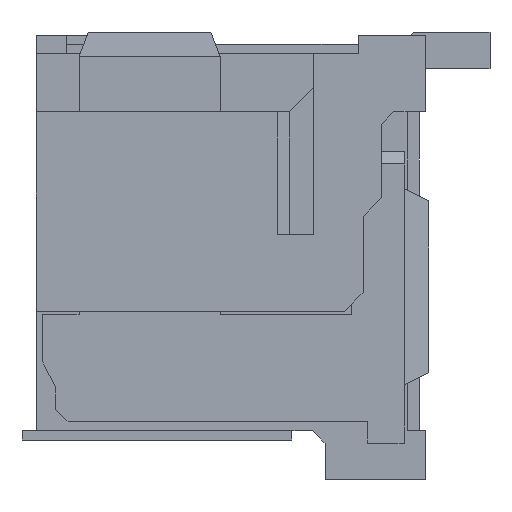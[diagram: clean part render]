
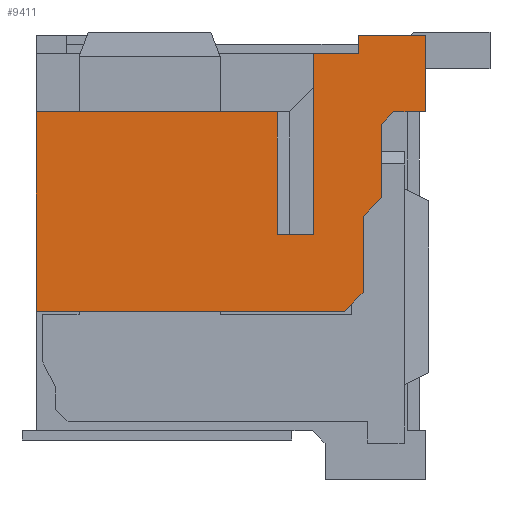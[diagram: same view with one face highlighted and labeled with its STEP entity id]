
A CAD part, left-side view. The second image highlights one B-rep face of the part: STEP entity #9411.
In plain terms, the highlighted planar face has unit normal (-1, 0, 0).
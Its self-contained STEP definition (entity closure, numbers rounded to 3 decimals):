
#1243=DIRECTION('',(0.,1.,0.));
#1244=VECTOR('',#1243,0.6);
#1245=CARTESIAN_POINT('',(-5.9,-1.93,0.82));
#1246=LINE('',#1245,#1244);
#1247=DIRECTION('',(0.,1.,0.));
#1248=VECTOR('',#1247,0.72);
#1249=CARTESIAN_POINT('',(-5.9,-2.65,3.77));
#1250=LINE('',#1249,#1248);
#1251=DIRECTION('',(0.,0.,-1.));
#1252=VECTOR('',#1251,0.3);
#1253=CARTESIAN_POINT('',(-5.9,-2.65,4.07));
#1254=LINE('',#1253,#1252);
#1255=DIRECTION('',(0.,1.,0.));
#1256=VECTOR('',#1255,1.1);
#1257=CARTESIAN_POINT('',(-5.9,-3.75,4.07));
#1258=LINE('',#1257,#1256);
#1259=DIRECTION('',(0.,0.,1.));
#1260=VECTOR('',#1259,1.25);
#1261=CARTESIAN_POINT('',(-5.9,-3.75,2.82));
#1262=LINE('',#1261,#1260);
#1263=DIRECTION('',(0.,1.,0.));
#1264=VECTOR('',#1263,0.52);
#1265=CARTESIAN_POINT('',(-5.9,-3.75,2.82));
#1266=LINE('',#1265,#1264);
#1267=DIRECTION('',(0.,0.707,-0.707));
#1268=VECTOR('',#1267,0.283);
#1269=CARTESIAN_POINT('',(-5.9,-3.23,2.82));
#1270=LINE('',#1269,#1268);
#1271=DIRECTION('',(0.,0.,-1.));
#1272=VECTOR('',#1271,1.2);
#1273=CARTESIAN_POINT('',(-5.9,-3.03,2.62));
#1274=LINE('',#1273,#1272);
#1275=DIRECTION('',(0.,0.707,-0.707));
#1276=VECTOR('',#1275,0.424);
#1277=CARTESIAN_POINT('',(-5.9,-3.03,1.42));
#1278=LINE('',#1277,#1276);
#1279=DIRECTION('',(0.,0.,-1.));
#1280=VECTOR('',#1279,1.25);
#1281=CARTESIAN_POINT('',(-5.9,-2.73,1.12));
#1282=LINE('',#1281,#1280);
#1283=DIRECTION('',(0.,0.707,-0.707));
#1284=VECTOR('',#1283,0.424);
#1285=CARTESIAN_POINT('',(-5.9,-2.73,-0.13));
#1286=LINE('',#1285,#1284);
#1287=DIRECTION('',(0.,-1.,0.));
#1288=VECTOR('',#1287,5.03);
#1289=CARTESIAN_POINT('',(-5.9,2.6,-0.43));
#1290=LINE('',#1289,#1288);
#1291=DIRECTION('',(0.,0.,-1.));
#1292=VECTOR('',#1291,3.25);
#1293=CARTESIAN_POINT('',(-5.9,2.6,2.82));
#1294=LINE('',#1293,#1292);
#1295=DIRECTION('',(0.,-1.,0.));
#1296=VECTOR('',#1295,3.93);
#1297=CARTESIAN_POINT('',(-5.9,2.6,2.82));
#1298=LINE('',#1297,#1296);
#1299=DIRECTION('',(0.,0.,1.));
#1300=VECTOR('',#1299,2.);
#1301=CARTESIAN_POINT('',(-5.9,-1.33,0.82));
#1302=LINE('',#1301,#1300);
#1303=DIRECTION('',(0.,0.,-1.));
#1304=VECTOR('',#1303,2.95);
#1305=CARTESIAN_POINT('',(-5.9,-1.93,3.77));
#1306=LINE('',#1305,#1304);
#5871=CARTESIAN_POINT('',(-5.9,-3.75,4.07));
#5872=CARTESIAN_POINT('',(-5.9,-2.65,4.07));
#5873=VERTEX_POINT('',#5871);
#5874=VERTEX_POINT('',#5872);
#5875=CARTESIAN_POINT('',(-5.9,-2.65,3.77));
#5876=VERTEX_POINT('',#5875);
#5881=CARTESIAN_POINT('',(-5.9,-3.75,2.82));
#5882=CARTESIAN_POINT('',(-5.9,-3.23,2.82));
#5883=VERTEX_POINT('',#5881);
#5884=VERTEX_POINT('',#5882);
#5885=CARTESIAN_POINT('',(-5.9,-3.03,2.62));
#5886=VERTEX_POINT('',#5885);
#5887=CARTESIAN_POINT('',(-5.9,-3.03,1.42));
#5888=VERTEX_POINT('',#5887);
#5889=CARTESIAN_POINT('',(-5.9,-2.73,1.12));
#5890=VERTEX_POINT('',#5889);
#5891=CARTESIAN_POINT('',(-5.9,-2.73,-0.13));
#5892=VERTEX_POINT('',#5891);
#5893=CARTESIAN_POINT('',(-5.9,-2.43,-0.43));
#5894=VERTEX_POINT('',#5893);
#5895=CARTESIAN_POINT('',(-5.9,2.6,-0.43));
#5896=VERTEX_POINT('',#5895);
#5905=CARTESIAN_POINT('',(-5.9,-1.93,3.77));
#5907=VERTEX_POINT('',#5905);
#5915=CARTESIAN_POINT('',(-5.9,2.6,2.82));
#5916=VERTEX_POINT('',#5915);
#6977=CARTESIAN_POINT('',(-5.9,-1.93,0.82));
#6978=CARTESIAN_POINT('',(-5.9,-1.33,0.82));
#6979=VERTEX_POINT('',#6977);
#6980=VERTEX_POINT('',#6978);
#6981=CARTESIAN_POINT('',(-5.9,-1.33,2.82));
#6982=VERTEX_POINT('',#6981);
#9380=CARTESIAN_POINT('',(-5.9,0.,0.445));
#9381=DIRECTION('',(-1.,0.,0.));
#9382=DIRECTION('',(0.,0.,1.));
#9383=AXIS2_PLACEMENT_3D('',#9380,#9381,#9382);
#9384=PLANE('',#9383);
#9385=ORIENTED_EDGE('',*,*,#7795,.F.);
#9387=ORIENTED_EDGE('',*,*,#9386,.F.);
#9389=ORIENTED_EDGE('',*,*,#9388,.F.);
#9391=ORIENTED_EDGE('',*,*,#9390,.F.);
#9393=ORIENTED_EDGE('',*,*,#9392,.F.);
#9394=ORIENTED_EDGE('',*,*,#8544,.F.);
#9396=ORIENTED_EDGE('',*,*,#9395,.T.);
#9397=ORIENTED_EDGE('',*,*,#9318,.T.);
#9398=ORIENTED_EDGE('',*,*,#9333,.T.);
#9399=ORIENTED_EDGE('',*,*,#9347,.T.);
#9400=ORIENTED_EDGE('',*,*,#9361,.T.);
#9401=ORIENTED_EDGE('',*,*,#9374,.T.);
#9402=ORIENTED_EDGE('',*,*,#9256,.F.);
#9404=ORIENTED_EDGE('',*,*,#9403,.F.);
#9406=ORIENTED_EDGE('',*,*,#9405,.T.);
#9408=ORIENTED_EDGE('',*,*,#9407,.F.);
#9409=EDGE_LOOP('',(#9385,#9387,#9389,#9391,#9393,#9394,#9396,#9397,#9398,#9399,
#9400,#9401,#9402,#9404,#9406,#9408));
#9410=FACE_OUTER_BOUND('',#9409,.F.);
#9411=ADVANCED_FACE('',(#9410),#9384,.T.);
#7795=EDGE_CURVE('',#6979,#6980,#1246,.T.);
#8544=EDGE_CURVE('',#5883,#5873,#1262,.T.);
#9256=EDGE_CURVE('',#5896,#5894,#1290,.T.);
#9318=EDGE_CURVE('',#5884,#5886,#1270,.T.);
#9333=EDGE_CURVE('',#5886,#5888,#1274,.T.);
#9347=EDGE_CURVE('',#5888,#5890,#1278,.T.);
#9361=EDGE_CURVE('',#5890,#5892,#1282,.T.);
#9374=EDGE_CURVE('',#5892,#5894,#1286,.T.);
#9386=EDGE_CURVE('',#5907,#6979,#1306,.T.);
#9388=EDGE_CURVE('',#5876,#5907,#1250,.T.);
#9390=EDGE_CURVE('',#5874,#5876,#1254,.T.);
#9392=EDGE_CURVE('',#5873,#5874,#1258,.T.);
#9395=EDGE_CURVE('',#5883,#5884,#1266,.T.);
#9403=EDGE_CURVE('',#5916,#5896,#1294,.T.);
#9405=EDGE_CURVE('',#5916,#6982,#1298,.T.);
#9407=EDGE_CURVE('',#6980,#6982,#1302,.T.);
